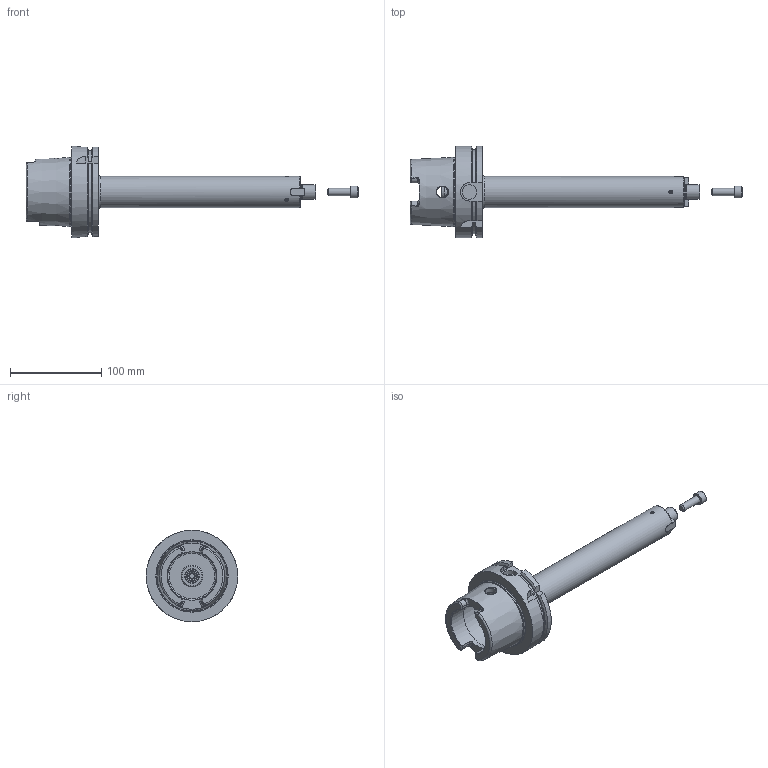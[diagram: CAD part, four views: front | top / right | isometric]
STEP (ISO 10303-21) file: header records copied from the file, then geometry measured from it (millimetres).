
FILE_DESCRIPTION((''),'2;1');
FILE_NAME('535017616250-3D.stp','2020-05-04T11:54:37',('nttooll'),(''),'Autodesk Inventor 2012','Autodesk Inventor 2012','');
FILE_SCHEMA(('AUTOMOTIVE_DESIGN { 1 0 10303 214 1 1 1 1 }'));
Length unit declared in the file: millimetre
Products named in the file (1): 535017616250-3D
Bounding box: 363 x 100 x 100 mm (x, y, z)
Volume: 451331.4 mm3; surface area: 85620.3 mm2
Topology: 2 solids, 5 shells, 225 faces, 560 edges, 350 vertices
Faces by surface type: plane 83, cylinder 66, cone 51, torus 19, sphere 6
Full cylindrical faces by diameter (mm): 2.309 x3, 2.5 x6, 3.4 x3, 4 x6, 6.9 x1, 6.928 x1, 8 x2, 8.5 x1, 10 x1, 12 x3, 13 x1, 15.3 x1, 15.6 x1, 16 x3, 24 x1, 34 x1, 53 x1, 53.8 x1, 63 x1, 75.3 x1, 100 x1
Entity records: 6697 total; most frequent: CARTESIAN_POINT 1902, DIRECTION 997, ORIENTED_EDGE 890, EDGE_CURVE 445, AXIS2_PLACEMENT_3D 417, EDGE_LOOP 330, VERTEX_POINT 320, FACE_OUTER_BOUND 225
